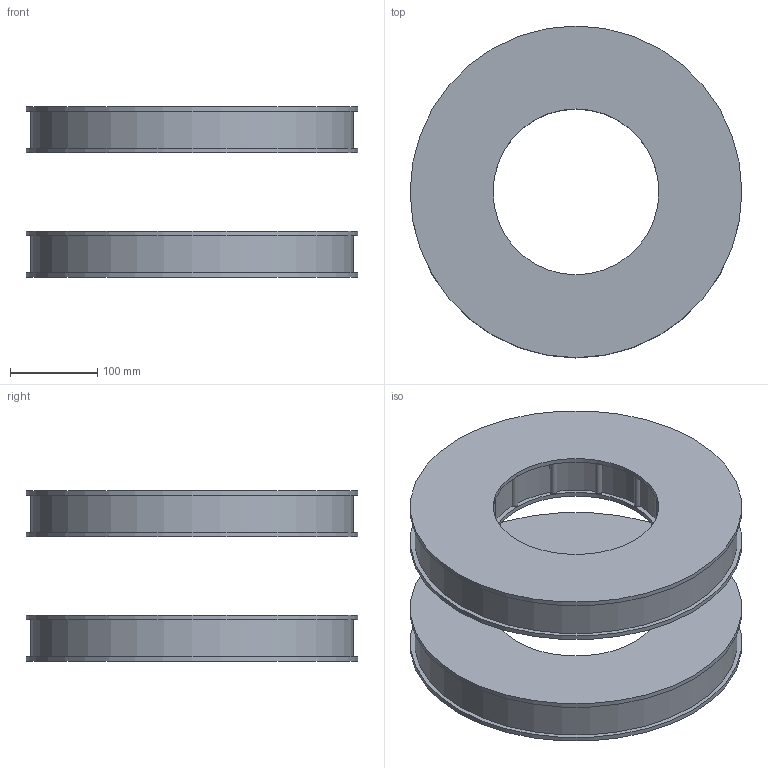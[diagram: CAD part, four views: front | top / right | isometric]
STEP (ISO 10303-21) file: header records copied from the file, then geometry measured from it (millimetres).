
FILE_DESCRIPTION(('Open CASCADE Model'),'2;1');
FILE_NAME('Open CASCADE Shape Model','2025-07-22T18:59:45',('Author'),( 'Open CASCADE'),'Open CASCADE STEP processor 7.7','Open CASCADE 7.7' ,'Unknown');
FILE_SCHEMA(('AUTOMOTIVE_DESIGN { 1 0 10303 214 1 1 1 1 }'));
Length unit declared in the file: millimetre
Products named in the file (15): 086a0812-672e-11f0-b16d-065ea4f38ea3; Coil 1; coil; coil_part; top_plate; top_plate_part; bottom_plate; bottom_plate_part; spacers; spacers_part; Coil 2
Assembly tree (18 placements, depth 4):
  086a0812-672e-11f0-b16d-065ea4f38ea3
    Coil 1
      coil
        coil_part
      top_plate
        top_plate_part
      bottom_plate
        bottom_plate_part
      spacers
        spacers_part
    Coil 2
      coil
        coil_part
      top_plate
        top_plate_part
      bottom_plate
        bottom_plate_part
      spacers
        spacers_part
Bounding box: 380 x 380 x 195 mm (x, y, z)
Volume: 8221375.2 mm3; surface area: 1200961.8 mm2
Topology: 30 solids, 30 shells, 96 faces, 108 edges, 72 vertices
Faces by surface type: plane 60, cylinder 36
Full cylindrical faces by diameter (mm): 8 x24, 190 x4, 200 x2, 370 x2, 380 x4
Entity records: 2026 total; most frequent: DIRECTION 332, CARTESIAN_POINT 265, ORIENTED_EDGE 108, PCURVE 108, DEFINITIONAL_REPRESENTATION 108, AXIS2_PLACEMENT_3D 103, LINE 90, VECTOR 90
